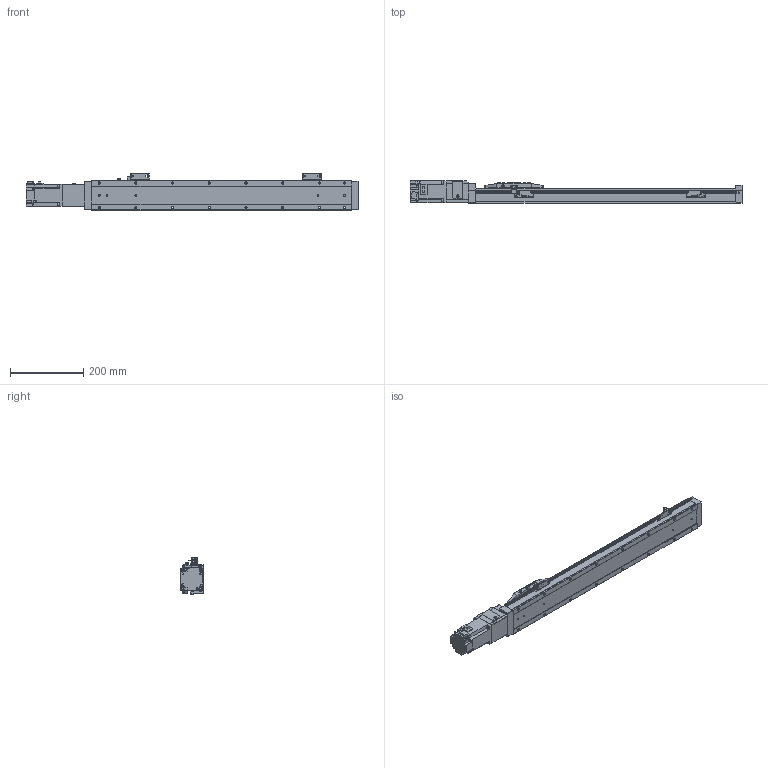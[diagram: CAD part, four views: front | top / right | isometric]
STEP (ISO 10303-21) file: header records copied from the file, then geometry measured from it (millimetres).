
FILE_DESCRIPTION (( 'STEP AP214' ), '1' );
FILE_NAME ('MLU80BC-14XLD-0500-XXXX.STEP', '2025-02-25T19:29:17', ( '' ), ( '' ), 'SwSTEP 2.0', 'SolidWorks 2022', '' );
FILE_SCHEMA (( 'AUTOMOTIVE_DESIGN' ));
Length unit declared in the file: millimetre
Products named in the file (12): MLU80-500-4; MLU80BC-14XLD-0500-XXXX; MLU80-500-3; MLU80-500CARRIAGE; MLU80-500-5; MLU80-500-1; MLU80-500SENSOR; MLU80-500-2; MLU80BC-14XLD-0500-XXXX(2); MLU80-500MOTOR; MLU80-500SENSORPLATE; MLU80-500FANGTOOTH
Assembly tree (13 placements, depth 3):
  MLU80BC-14XLD-0500-XXXX
    MLU80BC-14XLD-0500-XXXX(2)
      MLU80-500-1
      MLU80-500-2
      MLU80-500-3
      MLU80-500MOTOR
      MLU80-500-4
      MLU80-500FANGTOOTH
      MLU80-500CARRIAGE
      MLU80-500-5
      MLU80-500SENSORPLATE  x2
      MLU80-500SENSOR  x2
Bounding box: 904.3 x 62.5 x 101 mm (x, y, z)
Volume: 2930050.7 mm3; surface area: 346527.1 mm2
Topology: 12 solids, 12 shells, 1093 faces, 2760 edges, 1806 vertices
Faces by surface type: plane 606, cylinder 385, cone 64, torus 38
Entity records: 29460 total; most frequent: CARTESIAN_POINT 5335, DIRECTION 5056, ORIENTED_EDGE 4800, EDGE_CURVE 2400, AXIS2_PLACEMENT_3D 1731, VECTOR 1594, LINE 1594, VERTEX_POINT 1570
